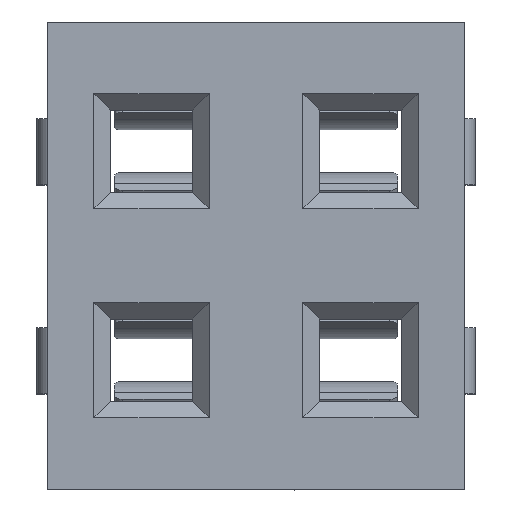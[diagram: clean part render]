
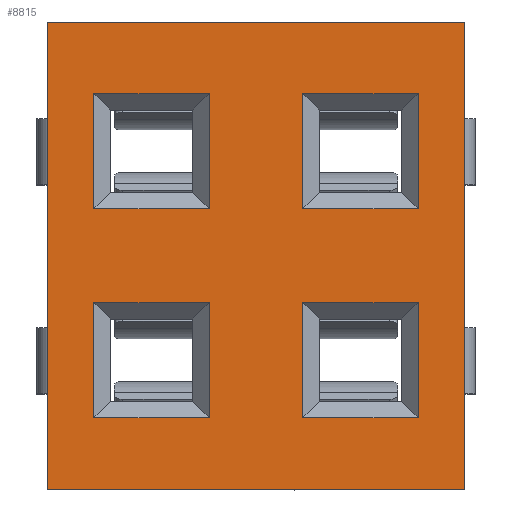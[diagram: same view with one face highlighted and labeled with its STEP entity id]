
A CAD part, top view. The second image highlights one B-rep face of the part: STEP entity #8815.
In plain terms, the highlighted planar face has unit normal (0, 0, 1).
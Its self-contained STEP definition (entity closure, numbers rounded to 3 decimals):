
#2235=ORIENTED_EDGE('',*,*,#3202,.T.);
#2236=ORIENTED_EDGE('',*,*,#3199,.F.);
#2237=ORIENTED_EDGE('',*,*,#3208,.F.);
#2238=ORIENTED_EDGE('',*,*,#3206,.T.);
#2239=ORIENTED_EDGE('',*,*,#3133,.T.);
#2240=ORIENTED_EDGE('',*,*,#3154,.T.);
#2241=ORIENTED_EDGE('',*,*,#3141,.T.);
#2242=ORIENTED_EDGE('',*,*,#3144,.T.);
#2243=ORIENTED_EDGE('',*,*,#3129,.T.);
#2244=ORIENTED_EDGE('',*,*,#3180,.T.);
#2245=ORIENTED_EDGE('',*,*,#3123,.T.);
#2246=ORIENTED_EDGE('',*,*,#3169,.T.);
#2247=ORIENTED_EDGE('',*,*,#3242,.T.);
#2248=ORIENTED_EDGE('',*,*,#3244,.T.);
#2249=ORIENTED_EDGE('',*,*,#3245,.T.);
#2250=ORIENTED_EDGE('',*,*,#3246,.T.);
#2251=ORIENTED_EDGE('',*,*,#3216,.T.);
#2252=ORIENTED_EDGE('',*,*,#3217,.T.);
#2253=ORIENTED_EDGE('',*,*,#3210,.T.);
#2254=ORIENTED_EDGE('',*,*,#3247,.T.);
#3123=EDGE_CURVE('',#3782,#3780,#4395,.T.);
#3129=EDGE_CURVE('',#3784,#3787,#4401,.T.);
#3133=EDGE_CURVE('',#3788,#3791,#4405,.T.);
#3141=EDGE_CURVE('',#3798,#3796,#4413,.T.);
#3144=EDGE_CURVE('',#3796,#3788,#4416,.T.);
#3154=EDGE_CURVE('',#3791,#3798,#4426,.T.);
#3169=EDGE_CURVE('',#3780,#3784,#4441,.T.);
#3180=EDGE_CURVE('',#3787,#3782,#4452,.T.);
#3199=EDGE_CURVE('',#3825,#3823,#4471,.T.);
#3202=EDGE_CURVE('',#3827,#3823,#4474,.T.);
#3206=EDGE_CURVE('',#3828,#3827,#4478,.T.);
#3208=EDGE_CURVE('',#3828,#3825,#4480,.T.);
#3210=EDGE_CURVE('',#3831,#3830,#4482,.T.);
#3216=EDGE_CURVE('',#3834,#3836,#4488,.T.);
#3217=EDGE_CURVE('',#3836,#3831,#4489,.T.);
#3242=EDGE_CURVE('',#3850,#3851,#4514,.T.);
#3244=EDGE_CURVE('',#3851,#3852,#4516,.T.);
#3245=EDGE_CURVE('',#3852,#3853,#4517,.T.);
#3246=EDGE_CURVE('',#3853,#3850,#4518,.T.);
#3247=EDGE_CURVE('',#3830,#3834,#4519,.T.);
#3780=VERTEX_POINT('',#12982);
#3782=VERTEX_POINT('',#12985);
#3784=VERTEX_POINT('',#12991);
#3787=VERTEX_POINT('',#12996);
#3788=VERTEX_POINT('',#13000);
#3791=VERTEX_POINT('',#13005);
#3796=VERTEX_POINT('',#13021);
#3798=VERTEX_POINT('',#13024);
#3823=VERTEX_POINT('',#13127);
#3825=VERTEX_POINT('',#13132);
#3827=VERTEX_POINT('',#13139);
#3828=VERTEX_POINT('',#13143);
#3830=VERTEX_POINT('',#13152);
#3831=VERTEX_POINT('',#13154);
#3834=VERTEX_POINT('',#13161);
#3836=VERTEX_POINT('',#13165);
#3850=VERTEX_POINT('',#13214);
#3851=VERTEX_POINT('',#13216);
#3852=VERTEX_POINT('',#13220);
#3853=VERTEX_POINT('',#13224);
#4395=LINE('',#12984,#5067);
#4401=LINE('',#12997,#5073);
#4405=LINE('',#13006,#5077);
#4413=LINE('',#13023,#5085);
#4416=LINE('',#13029,#5088);
#4426=LINE('',#13047,#5098);
#4441=LINE('',#13076,#5113);
#4452=LINE('',#13097,#5124);
#4471=LINE('',#13133,#5143);
#4474=LINE('',#13138,#5146);
#4478=LINE('',#13145,#5150);
#4480=LINE('',#13148,#5152);
#4482=LINE('',#13153,#5154);
#4488=LINE('',#13166,#5160);
#4489=LINE('',#13168,#5161);
#4514=LINE('',#13217,#5186);
#4516=LINE('',#13221,#5188);
#4517=LINE('',#13223,#5189);
#4518=LINE('',#13225,#5190);
#4519=LINE('',#13226,#5191);
#5067=VECTOR('',#10950,1000.);
#5073=VECTOR('',#10958,1000.);
#5077=VECTOR('',#10964,1000.);
#5085=VECTOR('',#10978,1000.);
#5088=VECTOR('',#10983,1000.);
#5098=VECTOR('',#11001,1000.);
#5113=VECTOR('',#11026,1000.);
#5124=VECTOR('',#11049,1000.);
#5143=VECTOR('',#11084,1000.);
#5146=VECTOR('',#11089,1000.);
#5150=VECTOR('',#11095,1000.);
#5152=VECTOR('',#11099,1000.);
#5154=VECTOR('',#11103,1000.);
#5160=VECTOR('',#11111,1000.);
#5161=VECTOR('',#11114,1000.);
#5186=VECTOR('',#11157,1000.);
#5188=VECTOR('',#11161,1000.);
#5189=VECTOR('',#11164,1000.);
#5190=VECTOR('',#11165,1000.);
#5191=VECTOR('',#11166,1000.);
#5538=EDGE_LOOP('',(#2235,#2236,#2237,#2238));
#5539=EDGE_LOOP('',(#2239,#2240,#2241,#2242));
#5540=EDGE_LOOP('',(#2243,#2244,#2245,#2246));
#5541=EDGE_LOOP('',(#2247,#2248,#2249,#2250));
#5542=EDGE_LOOP('',(#2251,#2252,#2253,#2254));
#5892=FACE_BOUND('',#5538,.T.);
#5893=FACE_BOUND('',#5539,.T.);
#5894=FACE_BOUND('',#5540,.T.);
#5895=FACE_BOUND('',#5541,.T.);
#5896=FACE_BOUND('',#5542,.T.);
#6108=PLANE('',#9384);
#8815=ADVANCED_FACE('',(#5892,#5893,#5894,#5895,#5896),#6108,.F.);
#9384=AXIS2_PLACEMENT_3D('',#13222,#11162,#11163);
#10950=DIRECTION('',(-1.,0.,0.));
#10958=DIRECTION('',(1.,0.,0.));
#10964=DIRECTION('',(1.,0.,0.));
#10978=DIRECTION('',(-1.,0.,0.));
#10983=DIRECTION('',(0.,1.,0.));
#11001=DIRECTION('',(0.,-1.,0.));
#11026=DIRECTION('',(0.,1.,0.));
#11049=DIRECTION('',(0.,-1.,0.));
#11084=DIRECTION('',(-1.,0.,0.));
#11089=DIRECTION('',(0.,-1.,0.));
#11095=DIRECTION('',(-1.,0.,0.));
#11099=DIRECTION('',(0.,-1.,0.));
#11103=DIRECTION('',(0.,1.,0.));
#11111=DIRECTION('',(0.,-1.,0.));
#11114=DIRECTION('',(-1.,0.,0.));
#11157=DIRECTION('',(0.,-1.,0.));
#11161=DIRECTION('',(-1.,0.,0.));
#11162=DIRECTION('',(0.,0.,-1.));
#11163=DIRECTION('',(-1.,0.,0.));
#11164=DIRECTION('',(0.,1.,0.));
#11165=DIRECTION('',(1.,0.,0.));
#11166=DIRECTION('',(1.,0.,0.));
#12982=CARTESIAN_POINT('',(0.57,0.57,2.5));
#12984=CARTESIAN_POINT('',(2.84,0.57,2.5));
#12985=CARTESIAN_POINT('',(1.97,0.57,2.5));
#12991=CARTESIAN_POINT('',(0.57,1.97,2.5));
#12996=CARTESIAN_POINT('',(1.97,1.97,2.5));
#12997=CARTESIAN_POINT('',(2.84,1.97,2.5));
#13000=CARTESIAN_POINT('',(-1.97,1.97,2.5));
#13005=CARTESIAN_POINT('',(-0.57,1.97,2.5));
#13006=CARTESIAN_POINT('',(2.84,1.97,2.5));
#13021=CARTESIAN_POINT('',(-1.97,0.57,2.5));
#13023=CARTESIAN_POINT('',(2.84,0.57,2.5));
#13024=CARTESIAN_POINT('',(-0.57,0.57,2.5));
#13029=CARTESIAN_POINT('',(-1.97,2.54,2.5));
#13047=CARTESIAN_POINT('',(-0.57,2.54,2.5));
#13076=CARTESIAN_POINT('',(0.57,2.54,2.5));
#13097=CARTESIAN_POINT('',(1.97,2.54,2.5));
#13127=CARTESIAN_POINT('',(-2.84,-2.54,2.5));
#13132=CARTESIAN_POINT('',(2.84,-2.54,2.5));
#13133=CARTESIAN_POINT('',(2.84,-2.54,2.5));
#13138=CARTESIAN_POINT('',(-2.84,2.54,2.5));
#13139=CARTESIAN_POINT('',(-2.84,2.54,2.5));
#13143=CARTESIAN_POINT('',(2.84,2.54,2.5));
#13145=CARTESIAN_POINT('',(2.84,2.54,2.5));
#13148=CARTESIAN_POINT('',(2.84,2.54,2.5));
#13152=CARTESIAN_POINT('',(0.57,-0.57,2.5));
#13153=CARTESIAN_POINT('',(0.57,2.54,2.5));
#13154=CARTESIAN_POINT('',(0.57,-1.97,2.5));
#13161=CARTESIAN_POINT('',(1.97,-0.57,2.5));
#13165=CARTESIAN_POINT('',(1.97,-1.97,2.5));
#13166=CARTESIAN_POINT('',(1.97,2.54,2.5));
#13168=CARTESIAN_POINT('',(2.84,-1.97,2.5));
#13214=CARTESIAN_POINT('',(-0.57,-0.57,2.5));
#13216=CARTESIAN_POINT('',(-0.57,-1.97,2.5));
#13217=CARTESIAN_POINT('',(-0.57,2.54,2.5));
#13220=CARTESIAN_POINT('',(-1.97,-1.97,2.5));
#13221=CARTESIAN_POINT('',(2.84,-1.97,2.5));
#13222=CARTESIAN_POINT('',(2.84,2.54,2.5));
#13223=CARTESIAN_POINT('',(-1.97,2.54,2.5));
#13224=CARTESIAN_POINT('',(-1.97,-0.57,2.5));
#13225=CARTESIAN_POINT('',(2.84,-0.57,2.5));
#13226=CARTESIAN_POINT('',(2.84,-0.57,2.5));
